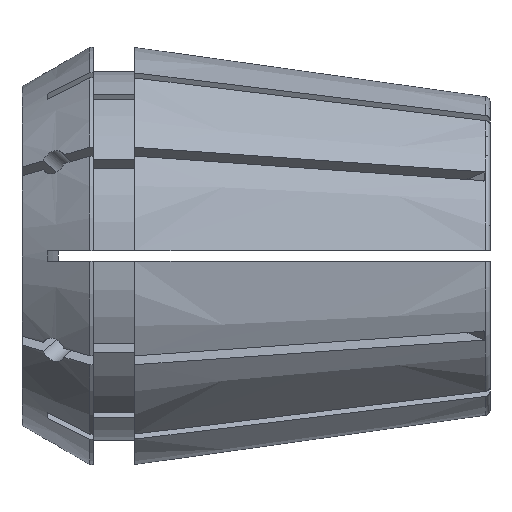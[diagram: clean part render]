
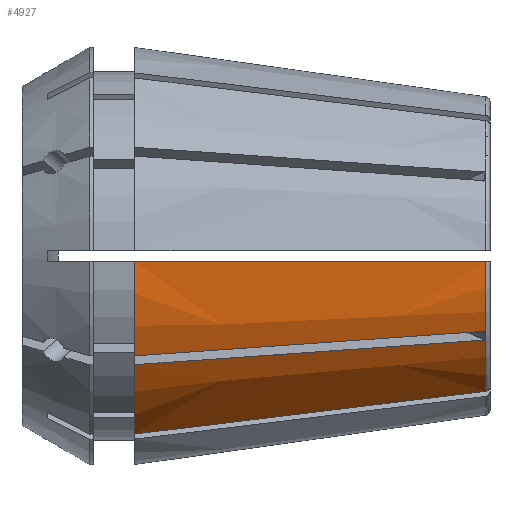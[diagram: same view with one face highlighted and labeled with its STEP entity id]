
A CAD part, front view. The second image highlights one B-rep face of the part: STEP entity #4927.
In plain terms, the highlighted conical face has half-angle 8 degrees and reference radius 15.595 mm.
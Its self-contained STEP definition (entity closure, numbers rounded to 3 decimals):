
#126 = CARTESIAN_POINT ( 'NONE',  ( 45.492, -13.311, -8.262 ) ) ;
#449 = AXIS2_PLACEMENT_3D ( 'NONE', #3061, #3064, #3070 ) ;
#771 = VERTEX_POINT ( 'NONE', #1535 ) ;
#995 = B_SPLINE_CURVE_WITH_KNOTS ( 'NONE', 3,
 ( #4297, #4295, #4287, #4285 ),
 .UNSPECIFIED., .F., .F.,
 ( 4, 4 ),
 ( 0., 0.001 ),
 .UNSPECIFIED. ) ;
#996 = B_SPLINE_CURVE_WITH_KNOTS ( 'NONE', 3,
 ( #4275, #4281, #4284, #4274 ),
 .UNSPECIFIED., .F., .F.,
 ( 4, 4 ),
 ( 0.081, 0.116 ),
 .UNSPECIFIED. ) ;
#997 = B_SPLINE_CURVE_WITH_KNOTS ( 'NONE', 3,
 ( #4268, #4273, #4272, #4267 ),
 .UNSPECIFIED., .F., .F.,
 ( 4, 4 ),
 ( 0.081, 0.116 ),
 .UNSPECIFIED. ) ;
#1091 = AXIS2_PLACEMENT_3D ( 'NONE', #4294, #4293, #4291 ) ;
#1092 = AXIS2_PLACEMENT_3D ( 'NONE', #4278, #4277, #4276 ) ;
#1093 = AXIS2_PLACEMENT_3D ( 'NONE', #4271, #4270, #4269 ) ;
#1247 = EDGE_LOOP ( 'NONE', ( #5735, #5745, #5748, #5747, #5721, #5746, #5720, #5737 ) ) ;
#1339 = EDGE_CURVE ( 'NONE', #4093, #771, #2137, .T. ) ;
#1452 = EDGE_CURVE ( 'NONE', #2938, #771, #3380, .T. ) ;
#1453 = EDGE_CURVE ( 'NONE', #2965, #4093, #995, .T. ) ;
#1454 = EDGE_CURVE ( 'NONE', #2932, #2911, #3378, .T. ) ;
#1455 = EDGE_CURVE ( 'NONE', #2901, #2911, #996, .T. ) ;
#1456 = EDGE_CURVE ( 'NONE', #2905, #2901, #3390, .T. ) ;
#1457 = EDGE_CURVE ( 'NONE', #2905, #2938, #997, .T. ) ;
#1535 = CARTESIAN_POINT ( 'NONE',  ( 11.1, -17.499, -10.68 ) ) ;
#2030 = CARTESIAN_POINT ( 'NONE',  ( 45.492, -13.811, -7.396 ) ) ;
#2031 = CARTESIAN_POINT ( 'NONE',  ( 34.028, -15.207, -8.202 ) ) ;
#2036 = CARTESIAN_POINT ( 'NONE',  ( 22.564, -16.603, -9.008 ) ) ;
#2037 = CARTESIAN_POINT ( 'NONE',  ( 11.1, -17.999, -9.814 ) ) ;
#2137 = B_SPLINE_CURVE_WITH_KNOTS ( 'NONE', 3,
 ( #4616, #4614, #4607, #4606 ),
 .UNSPECIFIED., .F., .F.,
 ( 4, 4 ),
 ( 0.073, 0.107 ),
 .UNSPECIFIED. ) ;
#2193 = CARTESIAN_POINT ( 'NONE',  ( 45.492, -13.811, -7.396 ) ) ;
#2220 = CARTESIAN_POINT ( 'NONE',  ( 11.1, -10.68, -17.499 ) ) ;
#2226 = CARTESIAN_POINT ( 'NONE',  ( 11.1, -17.999, -9.814 ) ) ;
#2252 = CARTESIAN_POINT ( 'NONE',  ( 11.1, -20.494, -0.5 ) ) ;
#2257 = CARTESIAN_POINT ( 'NONE',  ( 45.57, -8.257, -13.302 ) ) ;
#2261 = CARTESIAN_POINT ( 'NONE',  ( 45.57, -15.648, -0.5 ) ) ;
#2901 = VERTEX_POINT ( 'NONE', #2261 ) ;
#2905 = VERTEX_POINT ( 'NONE', #2257 ) ;
#2911 = VERTEX_POINT ( 'NONE', #2252 ) ;
#2932 = VERTEX_POINT ( 'NONE', #2226 ) ;
#2938 = VERTEX_POINT ( 'NONE', #2220 ) ;
#2965 = VERTEX_POINT ( 'NONE', #2193 ) ;
#3061 = CARTESIAN_POINT ( 'NONE',  ( 46., 0., 0. ) ) ;
#3064 = DIRECTION ( 'NONE',  ( -1., 0., 0. ) ) ;
#3070 = DIRECTION ( 'NONE',  ( 0., 0., 1. ) ) ;
#3378 = CIRCLE ( 'NONE', #1092, 20.5 ) ;
#3380 = CIRCLE ( 'NONE', #1091, 20.5 ) ;
#3390 = CIRCLE ( 'NONE', #1093, 15.656 ) ;
#3751 = B_SPLINE_CURVE_WITH_KNOTS ( 'NONE', 3,
 ( #2030, #2031, #2036, #2037 ),
 .UNSPECIFIED., .F., .F.,
 ( 4, 4 ),
 ( 0.073, 0.107 ),
 .UNSPECIFIED. ) ;
#4093 = VERTEX_POINT ( 'NONE', #126 ) ;
#4267 = CARTESIAN_POINT ( 'NONE',  ( 11.1, -10.68, -17.499 ) ) ;
#4268 = CARTESIAN_POINT ( 'NONE',  ( 45.57, -8.257, -13.302 ) ) ;
#4269 = DIRECTION ( 'NONE',  ( 0., 0., -1. ) ) ;
#4270 = DIRECTION ( 'NONE',  ( -1., 0., 0. ) ) ;
#4271 = CARTESIAN_POINT ( 'NONE',  ( 45.57, 0., 0. ) ) ;
#4272 = CARTESIAN_POINT ( 'NONE',  ( 22.59, -9.872, -16.1 ) ) ;
#4273 = CARTESIAN_POINT ( 'NONE',  ( 34.08, -9.065, -14.701 ) ) ;
#4274 = CARTESIAN_POINT ( 'NONE',  ( 11.1, -20.494, -0.5 ) ) ;
#4275 = CARTESIAN_POINT ( 'NONE',  ( 45.57, -15.648, -0.5 ) ) ;
#4276 = DIRECTION ( 'NONE',  ( 0., 0., 1. ) ) ;
#4277 = DIRECTION ( 'NONE',  ( -1., 0., 0. ) ) ;
#4278 = CARTESIAN_POINT ( 'NONE',  ( 11.1, 0., 0. ) ) ;
#4281 = CARTESIAN_POINT ( 'NONE',  ( 34.08, -17.264, -0.5 ) ) ;
#4284 = CARTESIAN_POINT ( 'NONE',  ( 22.59, -18.879, -0.5 ) ) ;
#4285 = CARTESIAN_POINT ( 'NONE',  ( 45.492, -13.311, -8.262 ) ) ;
#4287 = CARTESIAN_POINT ( 'NONE',  ( 45.503, -13.486, -7.978 ) ) ;
#4291 = DIRECTION ( 'NONE',  ( 0., 0., 1. ) ) ;
#4293 = DIRECTION ( 'NONE',  ( -1., 0., 0. ) ) ;
#4294 = CARTESIAN_POINT ( 'NONE',  ( 11.1, 0., 0. ) ) ;
#4295 = CARTESIAN_POINT ( 'NONE',  ( 45.503, -13.652, -7.69 ) ) ;
#4297 = CARTESIAN_POINT ( 'NONE',  ( 45.492, -13.811, -7.396 ) ) ;
#4606 = CARTESIAN_POINT ( 'NONE',  ( 11.1, -17.499, -10.68 ) ) ;
#4607 = CARTESIAN_POINT ( 'NONE',  ( 22.564, -16.103, -9.874 ) ) ;
#4614 = CARTESIAN_POINT ( 'NONE',  ( 34.028, -14.707, -9.068 ) ) ;
#4616 = CARTESIAN_POINT ( 'NONE',  ( 45.492, -13.311, -8.262 ) ) ;
#4927 = ADVANCED_FACE ( 'NONE', ( #5234 ), #5240, .T. ) ;
#5234 = FACE_OUTER_BOUND ( 'NONE', #1247, .T. ) ;
#5240 = CONICAL_SURFACE ( 'NONE', #449, 15.595, 0.14 ) ;
#5720 = ORIENTED_EDGE ( 'NONE', *, *, #1339, .T. ) ;
#5721 = ORIENTED_EDGE ( 'NONE', *, *, #5783, .F. ) ;
#5735 = ORIENTED_EDGE ( 'NONE', *, *, #1457, .F. ) ;
#5737 = ORIENTED_EDGE ( 'NONE', *, *, #1452, .F. ) ;
#5745 = ORIENTED_EDGE ( 'NONE', *, *, #1456, .T. ) ;
#5746 = ORIENTED_EDGE ( 'NONE', *, *, #1453, .T. ) ;
#5747 = ORIENTED_EDGE ( 'NONE', *, *, #1454, .F. ) ;
#5748 = ORIENTED_EDGE ( 'NONE', *, *, #1455, .T. ) ;
#5783 = EDGE_CURVE ( 'NONE', #2965, #2932, #3751, .T. ) ;
